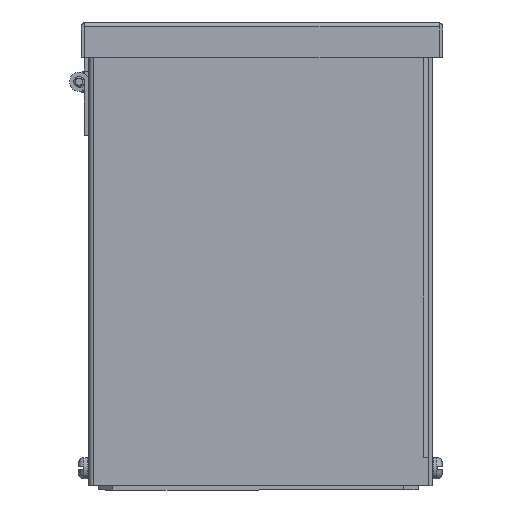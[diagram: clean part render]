
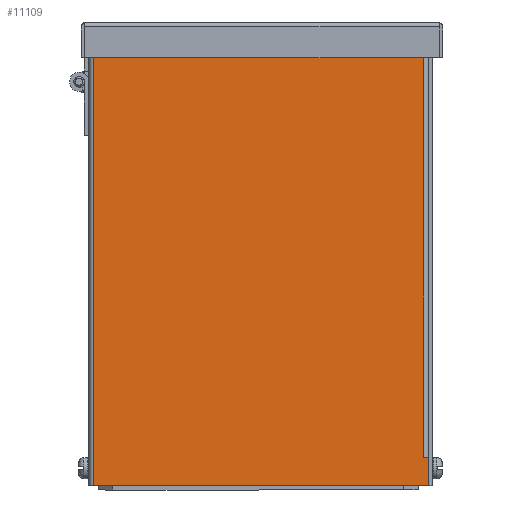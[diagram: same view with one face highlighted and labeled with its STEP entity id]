
A CAD part, front view. The second image highlights one B-rep face of the part: STEP entity #11109.
In plain terms, the highlighted planar face has unit normal (0, -1, 0).
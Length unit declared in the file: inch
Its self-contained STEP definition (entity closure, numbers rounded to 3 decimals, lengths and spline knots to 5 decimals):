
#296 = EDGE_CURVE ( 'NONE', #21303, #2961, #5141, .T. ) ;
#765 = CARTESIAN_POINT ( 'NONE',  ( 2.8945, -4., 7.514 ) ) ;
#2408 = VECTOR ( 'NONE', #26940, 39.37008 ) ;
#2961 = VERTEX_POINT ( 'NONE', #5911 ) ;
#3069 = ORIENTED_EDGE ( 'NONE', *, *, #296, .T. ) ;
#4015 = VECTOR ( 'NONE', #23014, 39.37008 ) ;
#4225 = LINE ( 'NONE', #765, #22600 ) ;
#4227 = DIRECTION ( 'NONE',  ( -1., 0., 0. ) ) ;
#4823 = DIRECTION ( 'NONE',  ( 0., 0., 1. ) ) ;
#4980 = VERTEX_POINT ( 'NONE', #6094 ) ;
#5141 = LINE ( 'NONE', #20823, #13162 ) ;
#5911 = CARTESIAN_POINT ( 'NONE',  ( 2.9805, -4., 0.01392 ) ) ;
#6094 = CARTESIAN_POINT ( 'NONE',  ( -2.8765, -4., 7.514 ) ) ;
#6366 = PLANE ( 'NONE',  #24372 ) ;
#6456 = VERTEX_POINT ( 'NONE', #14992 ) ;
#6966 = LINE ( 'NONE', #21284, #17687 ) ;
#7113 = CARTESIAN_POINT ( 'NONE',  ( 2.5315, -4., 7.514 ) ) ;
#8025 = DIRECTION ( 'NONE',  ( 1., 0., 0. ) ) ;
#8339 = CARTESIAN_POINT ( 'NONE',  ( 2.8945, -4., 0.01392 ) ) ;
#8433 = CARTESIAN_POINT ( 'NONE',  ( -2.9155, -4., 7.514 ) ) ;
#8713 = LINE ( 'NONE', #22926, #4015 ) ;
#9241 = ORIENTED_EDGE ( 'NONE', *, *, #18357, .T. ) ;
#10383 = CARTESIAN_POINT ( 'NONE',  ( 2.9805, -4., -0.486 ) ) ;
#10774 = ORIENTED_EDGE ( 'NONE', *, *, #23679, .T. ) ;
#11109 = ADVANCED_FACE ( 'NONE', ( #24799 ), #6366, .T. ) ;
#12191 = VECTOR ( 'NONE', #22500, 39.37008 ) ;
#12493 = LINE ( 'NONE', #26880, #16507 ) ;
#13162 = VECTOR ( 'NONE', #14260, 39.37008 ) ;
#13214 = CARTESIAN_POINT ( 'NONE',  ( 2.5315, -4., 7.514 ) ) ;
#13711 = LINE ( 'NONE', #13214, #21740 ) ;
#13786 = LINE ( 'NONE', #21038, #2408 ) ;
#14030 = ORIENTED_EDGE ( 'NONE', *, *, #17639, .T. ) ;
#14260 = DIRECTION ( 'NONE',  ( 0., 0., 1. ) ) ;
#14992 = CARTESIAN_POINT ( 'NONE',  ( 2.8945, -4., 7.454 ) ) ;
#15067 = VERTEX_POINT ( 'NONE', #8339 ) ;
#15857 = ORIENTED_EDGE ( 'NONE', *, *, #21812, .T. ) ;
#16507 = VECTOR ( 'NONE', #4227, 39.37008 ) ;
#16826 = DIRECTION ( 'NONE',  ( 0., 0., -1. ) ) ;
#16829 = CARTESIAN_POINT ( 'NONE',  ( -2.8765, -4., -0.486 ) ) ;
#17639 = EDGE_CURVE ( 'NONE', #26562, #4980, #8713, .T. ) ;
#17687 = VECTOR ( 'NONE', #19250, 39.37008 ) ;
#18036 = LINE ( 'NONE', #27102, #27323 ) ;
#18357 = EDGE_CURVE ( 'NONE', #24816, #26562, #13711, .T. ) ;
#18471 = ORIENTED_EDGE ( 'NONE', *, *, #23346, .T. ) ;
#18671 = VERTEX_POINT ( 'NONE', #16829 ) ;
#19250 = DIRECTION ( 'NONE',  ( 0., 0., -1. ) ) ;
#19338 = EDGE_LOOP ( 'NONE', ( #15857, #18471, #25514, #9241, #14030, #22700, #10774, #3069, #27359 ) ) ;
#19718 = DIRECTION ( 'NONE',  ( 0., 0., 1. ) ) ;
#20823 = CARTESIAN_POINT ( 'NONE',  ( 2.9805, -4., 7.514 ) ) ;
#21038 = CARTESIAN_POINT ( 'NONE',  ( 2.8945, -4., 0.01392 ) ) ;
#21243 = EDGE_CURVE ( 'NONE', #6456, #24816, #12493, .T. ) ;
#21284 = CARTESIAN_POINT ( 'NONE',  ( -2.8765, -4., 7.514 ) ) ;
#21303 = VERTEX_POINT ( 'NONE', #10383 ) ;
#21740 = VECTOR ( 'NONE', #19718, 39.37008 ) ;
#21812 = EDGE_CURVE ( 'NONE', #15067, #23612, #13786, .T. ) ;
#22500 = DIRECTION ( 'NONE',  ( -1., 0., 0. ) ) ;
#22600 = VECTOR ( 'NONE', #4823, 39.37008 ) ;
#22700 = ORIENTED_EDGE ( 'NONE', *, *, #26830, .T. ) ;
#22926 = CARTESIAN_POINT ( 'NONE',  ( -2.9055, -4., 7.514 ) ) ;
#23014 = DIRECTION ( 'NONE',  ( -1., 0., 0. ) ) ;
#23346 = EDGE_CURVE ( 'NONE', #23612, #6456, #4225, .T. ) ;
#23427 = CARTESIAN_POINT ( 'NONE',  ( 2.5315, -4., 7.454 ) ) ;
#23612 = VERTEX_POINT ( 'NONE', #27287 ) ;
#23679 = EDGE_CURVE ( 'NONE', #18671, #21303, #18036, .T. ) ;
#24232 = LINE ( 'NONE', #24560, #12191 ) ;
#24372 = AXIS2_PLACEMENT_3D ( 'NONE', #8433, #25581, #16826 ) ;
#24560 = CARTESIAN_POINT ( 'NONE',  ( -2.9155, -4., 0.01392 ) ) ;
#24799 = FACE_OUTER_BOUND ( 'NONE', #19338, .T. ) ;
#24816 = VERTEX_POINT ( 'NONE', #23427 ) ;
#25029 = EDGE_CURVE ( 'NONE', #2961, #15067, #24232, .T. ) ;
#25514 = ORIENTED_EDGE ( 'NONE', *, *, #21243, .T. ) ;
#25581 = DIRECTION ( 'NONE',  ( 0., -1., 0. ) ) ;
#26562 = VERTEX_POINT ( 'NONE', #7113 ) ;
#26830 = EDGE_CURVE ( 'NONE', #4980, #18671, #6966, .T. ) ;
#26880 = CARTESIAN_POINT ( 'NONE',  ( -2.9155, -4., 7.454 ) ) ;
#26940 = DIRECTION ( 'NONE',  ( 0., 0., 1. ) ) ;
#27102 = CARTESIAN_POINT ( 'NONE',  ( -2.9055, -4., -0.486 ) ) ;
#27287 = CARTESIAN_POINT ( 'NONE',  ( 2.8945, -4., 0.014 ) ) ;
#27323 = VECTOR ( 'NONE', #8025, 39.37008 ) ;
#27359 = ORIENTED_EDGE ( 'NONE', *, *, #25029, .T. ) ;
